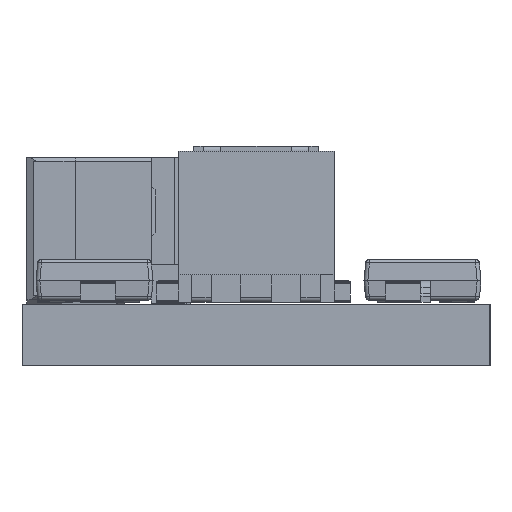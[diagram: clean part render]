
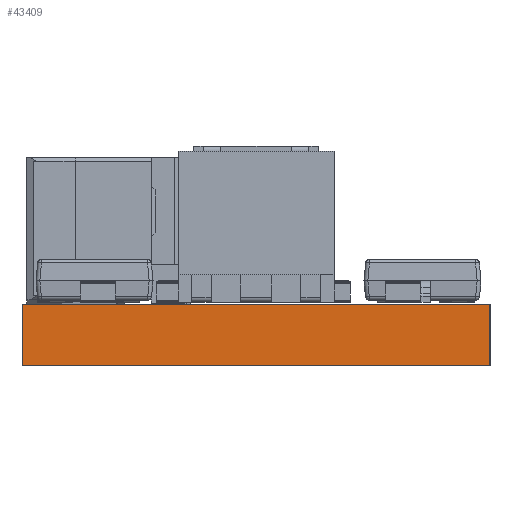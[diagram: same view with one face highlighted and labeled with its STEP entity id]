
A CAD part, left-side view. The second image highlights one B-rep face of the part: STEP entity #43409.
In plain terms, the highlighted planar face has unit normal (-1, 0, 0).
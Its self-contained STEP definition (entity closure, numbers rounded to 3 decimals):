
#43228 = PLANE('',#43229);
#43229 = AXIS2_PLACEMENT_3D('',#43230,#43231,#43232);
#43230 = CARTESIAN_POINT('',(22.,0.,0.));
#43231 = DIRECTION('',(0.,-1.,0.));
#43232 = DIRECTION('',(-1.,0.,0.));
#43253 = VERTEX_POINT('',#43254);
#43254 = CARTESIAN_POINT('',(0.,0.,1.58));
#43268 = PLANE('',#43269);
#43269 = AXIS2_PLACEMENT_3D('',#43270,#43271,#43272);
#43270 = CARTESIAN_POINT('',(11.,6.,1.58));
#43271 = DIRECTION('',(-0.,-0.,-1.));
#43272 = DIRECTION('',(-1.,0.,0.));
#43280 = EDGE_CURVE('',#43281,#43253,#43283,.T.);
#43281 = VERTEX_POINT('',#43282);
#43282 = CARTESIAN_POINT('',(0.,-0.,0.));
#43283 = SURFACE_CURVE('',#43284,(#43288,#43295),.PCURVE_S1.);
#43284 = LINE('',#43285,#43286);
#43285 = CARTESIAN_POINT('',(0.,-0.,0.));
#43286 = VECTOR('',#43287,1.);
#43287 = DIRECTION('',(0.,0.,1.));
#43288 = PCURVE('',#43228,#43289);
#43289 = DEFINITIONAL_REPRESENTATION('',(#43290),#43294);
#43290 = LINE('',#43291,#43292);
#43291 = CARTESIAN_POINT('',(22.,0.));
#43292 = VECTOR('',#43293,1.);
#43293 = DIRECTION('',(0.,-1.));
#43294 = ( GEOMETRIC_REPRESENTATION_CONTEXT(2) 
PARAMETRIC_REPRESENTATION_CONTEXT() REPRESENTATION_CONTEXT('2D SPACE',''
  ) );
#43295 = PCURVE('',#43296,#43301);
#43296 = PLANE('',#43297);
#43297 = AXIS2_PLACEMENT_3D('',#43298,#43299,#43300);
#43298 = CARTESIAN_POINT('',(0.,0.,0.));
#43299 = DIRECTION('',(-1.,0.,0.));
#43300 = DIRECTION('',(0.,1.,0.));
#43301 = DEFINITIONAL_REPRESENTATION('',(#43302),#43306);
#43302 = LINE('',#43303,#43304);
#43303 = CARTESIAN_POINT('',(0.,0.));
#43304 = VECTOR('',#43305,1.);
#43305 = DIRECTION('',(0.,-1.));
#43306 = ( GEOMETRIC_REPRESENTATION_CONTEXT(2) 
PARAMETRIC_REPRESENTATION_CONTEXT() REPRESENTATION_CONTEXT('2D SPACE',''
  ) );
#43322 = PLANE('',#43323);
#43323 = AXIS2_PLACEMENT_3D('',#43324,#43325,#43326);
#43324 = CARTESIAN_POINT('',(11.,6.,0.));
#43325 = DIRECTION('',(-0.,-0.,-1.));
#43326 = DIRECTION('',(-1.,0.,0.));
#43355 = PLANE('',#43356);
#43356 = AXIS2_PLACEMENT_3D('',#43357,#43358,#43359);
#43357 = CARTESIAN_POINT('',(0.,12.,0.));
#43358 = DIRECTION('',(0.,1.,0.));
#43359 = DIRECTION('',(1.,0.,0.));
#43409 = ADVANCED_FACE('',(#43410),#43296,.T.);
#43410 = FACE_BOUND('',#43411,.T.);
#43411 = EDGE_LOOP('',(#43412,#43413,#43436,#43459));
#43412 = ORIENTED_EDGE('',*,*,#43280,.T.);
#43413 = ORIENTED_EDGE('',*,*,#43414,.T.);
#43414 = EDGE_CURVE('',#43253,#43415,#43417,.T.);
#43415 = VERTEX_POINT('',#43416);
#43416 = CARTESIAN_POINT('',(0.,12.,1.58));
#43417 = SURFACE_CURVE('',#43418,(#43422,#43429),.PCURVE_S1.);
#43418 = LINE('',#43419,#43420);
#43419 = CARTESIAN_POINT('',(0.,0.,1.58));
#43420 = VECTOR('',#43421,1.);
#43421 = DIRECTION('',(0.,1.,0.));
#43422 = PCURVE('',#43296,#43423);
#43423 = DEFINITIONAL_REPRESENTATION('',(#43424),#43428);
#43424 = LINE('',#43425,#43426);
#43425 = CARTESIAN_POINT('',(0.,-1.58));
#43426 = VECTOR('',#43427,1.);
#43427 = DIRECTION('',(1.,0.));
#43428 = ( GEOMETRIC_REPRESENTATION_CONTEXT(2) 
PARAMETRIC_REPRESENTATION_CONTEXT() REPRESENTATION_CONTEXT('2D SPACE',''
  ) );
#43429 = PCURVE('',#43268,#43430);
#43430 = DEFINITIONAL_REPRESENTATION('',(#43431),#43435);
#43431 = LINE('',#43432,#43433);
#43432 = CARTESIAN_POINT('',(11.,-6.));
#43433 = VECTOR('',#43434,1.);
#43434 = DIRECTION('',(0.,1.));
#43435 = ( GEOMETRIC_REPRESENTATION_CONTEXT(2) 
PARAMETRIC_REPRESENTATION_CONTEXT() REPRESENTATION_CONTEXT('2D SPACE',''
  ) );
#43436 = ORIENTED_EDGE('',*,*,#43437,.F.);
#43437 = EDGE_CURVE('',#43438,#43415,#43440,.T.);
#43438 = VERTEX_POINT('',#43439);
#43439 = CARTESIAN_POINT('',(0.,12.,0.));
#43440 = SURFACE_CURVE('',#43441,(#43445,#43452),.PCURVE_S1.);
#43441 = LINE('',#43442,#43443);
#43442 = CARTESIAN_POINT('',(0.,12.,0.));
#43443 = VECTOR('',#43444,1.);
#43444 = DIRECTION('',(0.,0.,1.));
#43445 = PCURVE('',#43296,#43446);
#43446 = DEFINITIONAL_REPRESENTATION('',(#43447),#43451);
#43447 = LINE('',#43448,#43449);
#43448 = CARTESIAN_POINT('',(12.,0.));
#43449 = VECTOR('',#43450,1.);
#43450 = DIRECTION('',(0.,-1.));
#43451 = ( GEOMETRIC_REPRESENTATION_CONTEXT(2) 
PARAMETRIC_REPRESENTATION_CONTEXT() REPRESENTATION_CONTEXT('2D SPACE',''
  ) );
#43452 = PCURVE('',#43355,#43453);
#43453 = DEFINITIONAL_REPRESENTATION('',(#43454),#43458);
#43454 = LINE('',#43455,#43456);
#43455 = CARTESIAN_POINT('',(0.,0.));
#43456 = VECTOR('',#43457,1.);
#43457 = DIRECTION('',(0.,-1.));
#43458 = ( GEOMETRIC_REPRESENTATION_CONTEXT(2) 
PARAMETRIC_REPRESENTATION_CONTEXT() REPRESENTATION_CONTEXT('2D SPACE',''
  ) );
#43459 = ORIENTED_EDGE('',*,*,#43460,.F.);
#43460 = EDGE_CURVE('',#43281,#43438,#43461,.T.);
#43461 = SURFACE_CURVE('',#43462,(#43466,#43473),.PCURVE_S1.);
#43462 = LINE('',#43463,#43464);
#43463 = CARTESIAN_POINT('',(0.,-0.,0.));
#43464 = VECTOR('',#43465,1.);
#43465 = DIRECTION('',(0.,1.,0.));
#43466 = PCURVE('',#43296,#43467);
#43467 = DEFINITIONAL_REPRESENTATION('',(#43468),#43472);
#43468 = LINE('',#43469,#43470);
#43469 = CARTESIAN_POINT('',(0.,0.));
#43470 = VECTOR('',#43471,1.);
#43471 = DIRECTION('',(1.,0.));
#43472 = ( GEOMETRIC_REPRESENTATION_CONTEXT(2) 
PARAMETRIC_REPRESENTATION_CONTEXT() REPRESENTATION_CONTEXT('2D SPACE',''
  ) );
#43473 = PCURVE('',#43322,#43474);
#43474 = DEFINITIONAL_REPRESENTATION('',(#43475),#43479);
#43475 = LINE('',#43476,#43477);
#43476 = CARTESIAN_POINT('',(11.,-6.));
#43477 = VECTOR('',#43478,1.);
#43478 = DIRECTION('',(0.,1.));
#43479 = ( GEOMETRIC_REPRESENTATION_CONTEXT(2) 
PARAMETRIC_REPRESENTATION_CONTEXT() REPRESENTATION_CONTEXT('2D SPACE',''
  ) );
